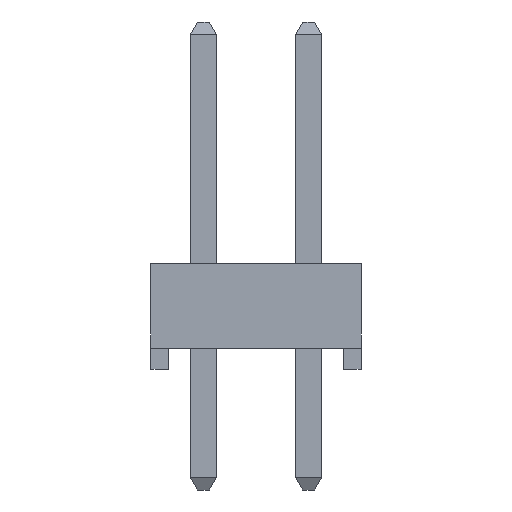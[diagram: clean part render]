
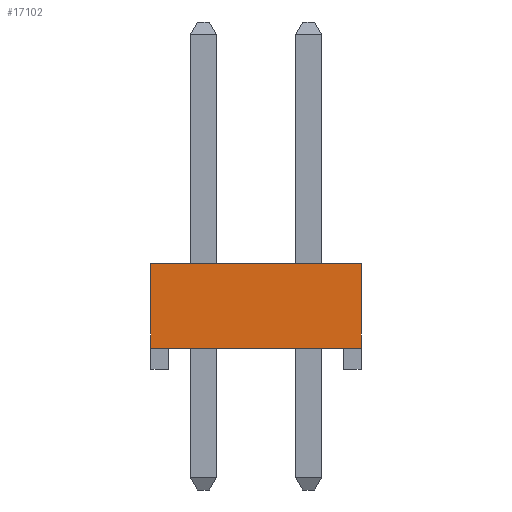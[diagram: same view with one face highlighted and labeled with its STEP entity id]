
A CAD part, left-side view. The second image highlights one B-rep face of the part: STEP entity #17102.
In plain terms, the highlighted planar face has unit normal (-1, 0, 0).
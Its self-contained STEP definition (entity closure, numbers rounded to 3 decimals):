
#138=FACE_OUTER_BOUND($,#1250,.T.);
#1250=EDGE_LOOP($,(#11195,#11196,#11197,#11198));
#2375=LINE($,#24236,#4795);
#2387=LINE($,#24261,#4807);
#2388=LINE($,#24262,#4808);
#2389=LINE($,#24263,#4809);
#4795=VECTOR($,#19584,5.08);
#4807=VECTOR($,#19598,5.08);
#4808=VECTOR($,#19599,2.032);
#4809=VECTOR($,#19600,2.032);
#7207=VERTEX_POINT($,#24233);
#7208=VERTEX_POINT($,#24235);
#7219=VERTEX_POINT($,#24259);
#7220=VERTEX_POINT($,#24260);
#8743=EDGE_CURVE($,#7207,#7208,#2375,.T.);
#8755=EDGE_CURVE($,#7219,#7220,#2387,.T.);
#8756=EDGE_CURVE($,#7208,#7220,#2388,.T.);
#8757=EDGE_CURVE($,#7219,#7207,#2389,.T.);
#11195=ORIENTED_EDGE($,*,*,#8755,.T.);
#11196=ORIENTED_EDGE($,*,*,#8756,.F.);
#11197=ORIENTED_EDGE($,*,*,#8743,.F.);
#11198=ORIENTED_EDGE($,*,*,#8757,.F.);
#15990=PLANE($,#18435);
#17102=ADVANCED_FACE($,(#138),#15990,.F.);
#18435=AXIS2_PLACEMENT_3D($,#24258,#19596,#19597);
#19584=DIRECTION($,(0.,1.,0.));
#19596=DIRECTION('center_axis',(1.,0.,0.));
#19597=DIRECTION('ref_axis',(0.,1.,0.));
#19598=DIRECTION($,(0.,1.,0.));
#19599=DIRECTION($,(0.,0.,1.));
#19600=DIRECTION($,(0.,0.,-1.));
#24233=CARTESIAN_POINT('',(-20.32,-2.54,0.508));
#24235=CARTESIAN_POINT('',(-20.32,2.54,0.508));
#24236=CARTESIAN_POINT($,(-20.32,0.,0.508));
#24258=CARTESIAN_POINT('Origin',(-20.32,0.,1.524));
#24259=CARTESIAN_POINT('',(-20.32,-2.54,2.54));
#24260=CARTESIAN_POINT('',(-20.32,2.54,2.54));
#24261=CARTESIAN_POINT($,(-20.32,0.,2.54));
#24262=CARTESIAN_POINT($,(-20.32,2.54,1.524));
#24263=CARTESIAN_POINT($,(-20.32,-2.54,1.524));
